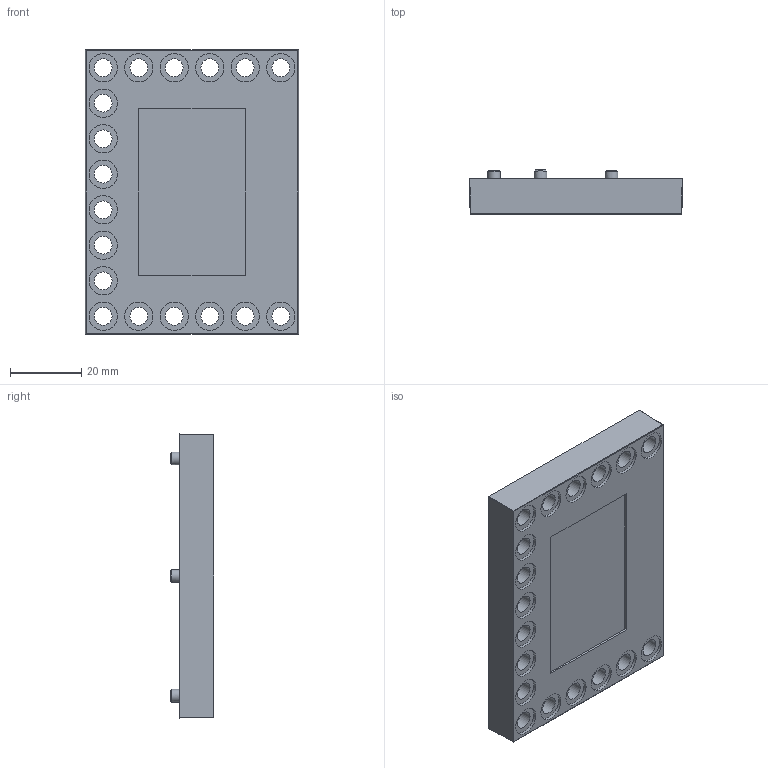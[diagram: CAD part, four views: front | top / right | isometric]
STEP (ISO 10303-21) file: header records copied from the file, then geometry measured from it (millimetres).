
FILE_DESCRIPTION(/* description */ (''),/* implementation_level */ '2;1');
FILE_NAME(/* name */ 'BACA_2.stp',/* time_stamp */ '2019-05-31T12:29:08+02:00',/* author */ ('Varga Daniel'),/* organization */ (''),/* preprocessor_version */ 'ST-DEVELOPER v18',/* originating_system */ 'Autodesk Inventor 2020',/* authorisation */ '');
FILE_SCHEMA (('AUTOMOTIVE_DESIGN { 1 0 10303 214 3 1 1 }'));
Length unit declared in the file: millimetre
Products named in the file (1): BACA_2
Bounding box: 60 x 12.3 x 80 mm (x, y, z)
Volume: 14758.1 mm3; surface area: 18406.1 mm2
Topology: 1 solids, 1 shells, 237 faces, 664 edges, 449 vertices
Faces by surface type: plane 168, cylinder 62, sphere 4, cone 3
Full cylindrical faces by diameter (mm): 2 x3, 3.6 x3, 5 x18, 8 x18
Entity records: 7772 total; most frequent: CARTESIAN_POINT 1347, DIRECTION 1325, ORIENTED_EDGE 1320, EDGE_CURVE 660, LINE 471, VECTOR 471, VERTEX_POINT 449, AXIS2_PLACEMENT_3D 427
